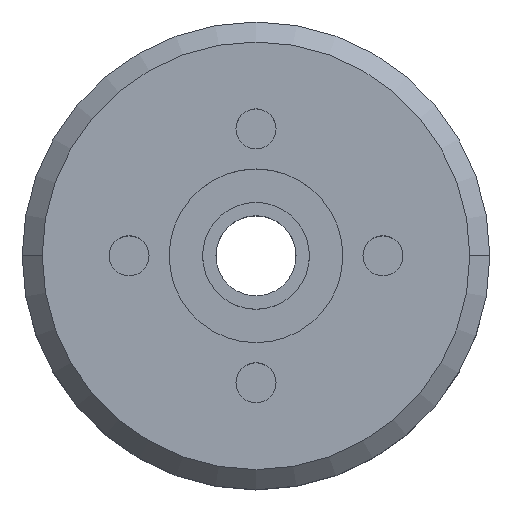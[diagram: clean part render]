
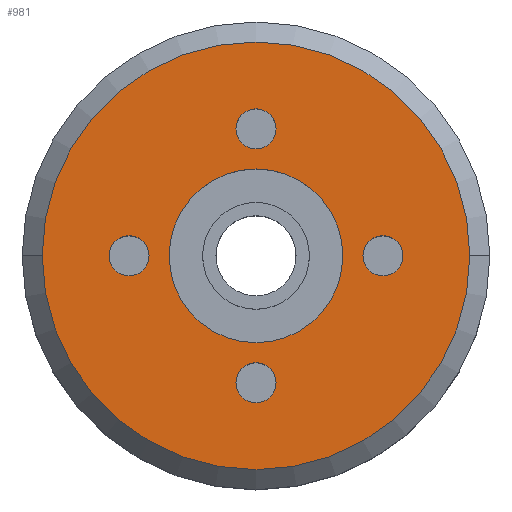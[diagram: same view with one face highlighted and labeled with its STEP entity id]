
A CAD part, top view. The second image highlights one B-rep face of the part: STEP entity #981.
In plain terms, the highlighted planar face has unit normal (0, 0, 1).
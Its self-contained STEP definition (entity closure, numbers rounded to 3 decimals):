
#3 = CIRCLE ( 'NONE', #1056, 1.5 ) ;
#21 = CARTESIAN_POINT ( 'NONE',  ( 0., -9.5, 15. ) ) ;
#33 = CARTESIAN_POINT ( 'NONE',  ( 0., 9.5, 15. ) ) ;
#34 = CARTESIAN_POINT ( 'NONE',  ( -16., 0., 15. ) ) ;
#43 = DIRECTION ( 'NONE',  ( 1., 0., 0. ) ) ;
#49 = CIRCLE ( 'NONE', #510, 1.5 ) ;
#53 = FACE_BOUND ( 'NONE', #1141, .T. ) ;
#59 = ORIENTED_EDGE ( 'NONE', *, *, #131, .F. ) ;
#61 = DIRECTION ( 'NONE',  ( 0., 0., 1. ) ) ;
#65 = DIRECTION ( 'NONE',  ( 1., 0., 0. ) ) ;
#73 = EDGE_LOOP ( 'NONE', ( #553, #121 ) ) ;
#79 = VERTEX_POINT ( 'NONE', #302 ) ;
#83 = CIRCLE ( 'NONE', #760, 1.5 ) ;
#95 = VERTEX_POINT ( 'NONE', #698 ) ;
#116 = CIRCLE ( 'NONE', #235, 1.5 ) ;
#121 = ORIENTED_EDGE ( 'NONE', *, *, #891, .F. ) ;
#123 = CIRCLE ( 'NONE', #1272, 1.5 ) ;
#127 = CARTESIAN_POINT ( 'NONE',  ( 9.5, 0., 15. ) ) ;
#131 = EDGE_CURVE ( 'NONE', #79, #290, #49, .T. ) ;
#133 = DIRECTION ( 'NONE',  ( 0., 0., 1. ) ) ;
#138 = AXIS2_PLACEMENT_3D ( 'NONE', #755, #1144, #651 ) ;
#150 = CARTESIAN_POINT ( 'NONE',  ( 0., 0., 15. ) ) ;
#169 = CARTESIAN_POINT ( 'NONE',  ( -1.5, 9.5, 15. ) ) ;
#170 = EDGE_CURVE ( 'NONE', #95, #704, #3, .T. ) ;
#196 = DIRECTION ( 'NONE',  ( 0., 0., 1. ) ) ;
#220 = AXIS2_PLACEMENT_3D ( 'NONE', #944, #857, #65 ) ;
#226 = CARTESIAN_POINT ( 'NONE',  ( -1.5, -9.5, 15. ) ) ;
#228 = EDGE_CURVE ( 'NONE', #952, #439, #116, .T. ) ;
#232 = EDGE_LOOP ( 'NONE', ( #1007, #1099 ) ) ;
#235 = AXIS2_PLACEMENT_3D ( 'NONE', #1012, #244, #501 ) ;
#237 = EDGE_CURVE ( 'NONE', #704, #95, #973, .T. ) ;
#244 = DIRECTION ( 'NONE',  ( 0., 0., 1. ) ) ;
#257 = AXIS2_PLACEMENT_3D ( 'NONE', #1039, #536, #364 ) ;
#276 = EDGE_CURVE ( 'NONE', #1229, #688, #814, .T. ) ;
#290 = VERTEX_POINT ( 'NONE', #1104 ) ;
#297 = AXIS2_PLACEMENT_3D ( 'NONE', #411, #918, #803 ) ;
#302 = CARTESIAN_POINT ( 'NONE',  ( -11., 0., 15. ) ) ;
#309 = DIRECTION ( 'NONE',  ( 1., 0., 0. ) ) ;
#323 = CARTESIAN_POINT ( 'NONE',  ( -6.5, 0., 15. ) ) ;
#334 = DIRECTION ( 'NONE',  ( 1., 0., 0. ) ) ;
#336 = AXIS2_PLACEMENT_3D ( 'NONE', #21, #529, #43 ) ;
#364 = DIRECTION ( 'NONE',  ( 1., 0., 0. ) ) ;
#367 = ORIENTED_EDGE ( 'NONE', *, *, #276, .F. ) ;
#405 = EDGE_CURVE ( 'NONE', #902, #794, #916, .T. ) ;
#411 = CARTESIAN_POINT ( 'NONE',  ( 0., 0., 15. ) ) ;
#416 = CARTESIAN_POINT ( 'NONE',  ( 6.5, 0., 15. ) ) ;
#418 = DIRECTION ( 'NONE',  ( 1., 0., 0. ) ) ;
#439 = VERTEX_POINT ( 'NONE', #169 ) ;
#446 = EDGE_CURVE ( 'NONE', #687, #780, #521, .T. ) ;
#455 = FACE_BOUND ( 'NONE', #1054, .T. ) ;
#459 = AXIS2_PLACEMENT_3D ( 'NONE', #611, #133, #309 ) ;
#463 = ORIENTED_EDGE ( 'NONE', *, *, #446, .T. ) ;
#501 = DIRECTION ( 'NONE',  ( 1., 0., 0. ) ) ;
#504 = ORIENTED_EDGE ( 'NONE', *, *, #1029, .T. ) ;
#510 = AXIS2_PLACEMENT_3D ( 'NONE', #756, #1249, #879 ) ;
#521 = CIRCLE ( 'NONE', #138, 16. ) ;
#529 = DIRECTION ( 'NONE',  ( 0., 0., 1. ) ) ;
#536 = DIRECTION ( 'NONE',  ( 0., 0., 1. ) ) ;
#538 = FACE_BOUND ( 'NONE', #73, .T. ) ;
#553 = ORIENTED_EDGE ( 'NONE', *, *, #228, .F. ) ;
#558 = CIRCLE ( 'NONE', #769, 1.5 ) ;
#583 = CIRCLE ( 'NONE', #297, 6.5 ) ;
#611 = CARTESIAN_POINT ( 'NONE',  ( 0., 0., 15. ) ) ;
#647 = CARTESIAN_POINT ( 'NONE',  ( 1.5, 9.5, 15. ) ) ;
#651 = DIRECTION ( 'NONE',  ( 1., 0., 0. ) ) ;
#662 = AXIS2_PLACEMENT_3D ( 'NONE', #150, #1147, #334 ) ;
#684 = DIRECTION ( 'NONE',  ( 1., 0., 0. ) ) ;
#687 = VERTEX_POINT ( 'NONE', #34 ) ;
#688 = VERTEX_POINT ( 'NONE', #323 ) ;
#698 = CARTESIAN_POINT ( 'NONE',  ( 1.5, -9.5, 15. ) ) ;
#701 = DIRECTION ( 'NONE',  ( 1., 0., 0. ) ) ;
#704 = VERTEX_POINT ( 'NONE', #226 ) ;
#705 = CARTESIAN_POINT ( 'NONE',  ( 11., 0., 15. ) ) ;
#740 = FACE_OUTER_BOUND ( 'NONE', #1038, .T. ) ;
#750 = CIRCLE ( 'NONE', #662, 16. ) ;
#755 = CARTESIAN_POINT ( 'NONE',  ( 0., 0., 15. ) ) ;
#756 = CARTESIAN_POINT ( 'NONE',  ( -9.5, 0., 15. ) ) ;
#760 = AXIS2_PLACEMENT_3D ( 'NONE', #33, #1102, #418 ) ;
#769 = AXIS2_PLACEMENT_3D ( 'NONE', #127, #901, #701 ) ;
#780 = VERTEX_POINT ( 'NONE', #1219 ) ;
#790 = CARTESIAN_POINT ( 'NONE',  ( 0., -9.5, 15. ) ) ;
#794 = VERTEX_POINT ( 'NONE', #705 ) ;
#803 = DIRECTION ( 'NONE',  ( 1., 0., 0. ) ) ;
#814 = CIRCLE ( 'NONE', #459, 6.5 ) ;
#815 = EDGE_CURVE ( 'NONE', #688, #1229, #583, .T. ) ;
#844 = FACE_BOUND ( 'NONE', #232, .T. ) ;
#850 = DIRECTION ( 'NONE',  ( 1., 0., 0. ) ) ;
#857 = DIRECTION ( 'NONE',  ( 0., 0., 1. ) ) ;
#858 = ORIENTED_EDGE ( 'NONE', *, *, #815, .F. ) ;
#879 = DIRECTION ( 'NONE',  ( 1., 0., 0. ) ) ;
#884 = ORIENTED_EDGE ( 'NONE', *, *, #405, .F. ) ;
#891 = EDGE_CURVE ( 'NONE', #439, #952, #83, .T. ) ;
#901 = DIRECTION ( 'NONE',  ( 0., 0., 1. ) ) ;
#902 = VERTEX_POINT ( 'NONE', #1113 ) ;
#916 = CIRCLE ( 'NONE', #257, 1.5 ) ;
#918 = DIRECTION ( 'NONE',  ( 0., 0., 1. ) ) ;
#930 = FACE_BOUND ( 'NONE', #1063, .T. ) ;
#944 = CARTESIAN_POINT ( 'NONE',  ( 0., 0., 15. ) ) ;
#949 = EDGE_CURVE ( 'NONE', #290, #79, #123, .T. ) ;
#952 = VERTEX_POINT ( 'NONE', #647 ) ;
#973 = CIRCLE ( 'NONE', #336, 1.5 ) ;
#981 = ADVANCED_FACE ( 'NONE', ( #930, #740, #844, #53, #538, #455 ), #1237, .T. ) ;
#1007 = ORIENTED_EDGE ( 'NONE', *, *, #170, .F. ) ;
#1012 = CARTESIAN_POINT ( 'NONE',  ( 0., 9.5, 15. ) ) ;
#1029 = EDGE_CURVE ( 'NONE', #780, #687, #750, .T. ) ;
#1037 = CARTESIAN_POINT ( 'NONE',  ( -9.5, 0., 15. ) ) ;
#1038 = EDGE_LOOP ( 'NONE', ( #463, #504 ) ) ;
#1039 = CARTESIAN_POINT ( 'NONE',  ( 9.5, 0., 15. ) ) ;
#1054 = EDGE_LOOP ( 'NONE', ( #1072, #884 ) ) ;
#1056 = AXIS2_PLACEMENT_3D ( 'NONE', #790, #196, #684 ) ;
#1063 = EDGE_LOOP ( 'NONE', ( #367, #858 ) ) ;
#1072 = ORIENTED_EDGE ( 'NONE', *, *, #1241, .F. ) ;
#1099 = ORIENTED_EDGE ( 'NONE', *, *, #237, .F. ) ;
#1102 = DIRECTION ( 'NONE',  ( 0., 0., 1. ) ) ;
#1104 = CARTESIAN_POINT ( 'NONE',  ( -8., 0., 15. ) ) ;
#1113 = CARTESIAN_POINT ( 'NONE',  ( 8., 0., 15. ) ) ;
#1141 = EDGE_LOOP ( 'NONE', ( #1253, #59 ) ) ;
#1144 = DIRECTION ( 'NONE',  ( 0., 0., 1. ) ) ;
#1147 = DIRECTION ( 'NONE',  ( 0., 0., 1. ) ) ;
#1219 = CARTESIAN_POINT ( 'NONE',  ( 16., 0., 15. ) ) ;
#1229 = VERTEX_POINT ( 'NONE', #416 ) ;
#1237 = PLANE ( 'NONE',  #220 ) ;
#1241 = EDGE_CURVE ( 'NONE', #794, #902, #558, .T. ) ;
#1249 = DIRECTION ( 'NONE',  ( 0., 0., 1. ) ) ;
#1253 = ORIENTED_EDGE ( 'NONE', *, *, #949, .F. ) ;
#1272 = AXIS2_PLACEMENT_3D ( 'NONE', #1037, #61, #850 ) ;
